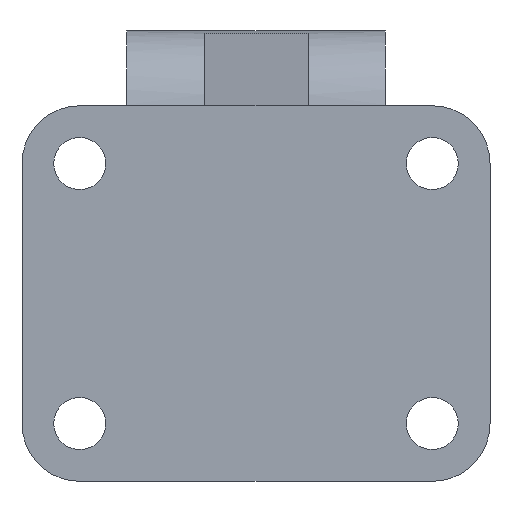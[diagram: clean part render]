
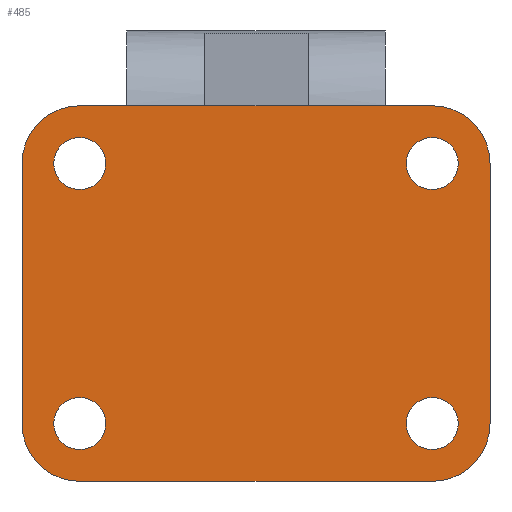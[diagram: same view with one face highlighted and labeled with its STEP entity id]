
A CAD part, front view. The second image highlights one B-rep face of the part: STEP entity #485.
In plain terms, the highlighted planar face has unit normal (0, -1, 0).
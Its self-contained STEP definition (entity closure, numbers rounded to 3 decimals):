
#44=LINE('',#776,#70);
#48=LINE('',#786,#74);
#51=LINE('',#794,#77);
#54=LINE('',#802,#80);
#70=VECTOR('',#615,1000.);
#74=VECTOR('',#625,1000.);
#77=VECTOR('',#634,1000.);
#80=VECTOR('',#643,1000.);
#136=ORIENTED_EDGE('',*,*,#236,.T.);
#137=ORIENTED_EDGE('',*,*,#237,.T.);
#138=ORIENTED_EDGE('',*,*,#238,.T.);
#139=ORIENTED_EDGE('',*,*,#239,.T.);
#140=ORIENTED_EDGE('',*,*,#220,.F.);
#141=ORIENTED_EDGE('',*,*,#235,.F.);
#142=ORIENTED_EDGE('',*,*,#233,.F.);
#143=ORIENTED_EDGE('',*,*,#231,.F.);
#144=ORIENTED_EDGE('',*,*,#229,.F.);
#145=ORIENTED_EDGE('',*,*,#227,.F.);
#146=ORIENTED_EDGE('',*,*,#225,.F.);
#147=ORIENTED_EDGE('',*,*,#223,.F.);
#220=EDGE_CURVE('',#278,#279,#44,.T.);
#223=EDGE_CURVE('',#279,#280,#316,.T.);
#225=EDGE_CURVE('',#280,#281,#48,.T.);
#227=EDGE_CURVE('',#281,#282,#317,.T.);
#229=EDGE_CURVE('',#282,#283,#51,.T.);
#231=EDGE_CURVE('',#283,#284,#318,.T.);
#233=EDGE_CURVE('',#284,#285,#54,.T.);
#235=EDGE_CURVE('',#285,#278,#319,.T.);
#236=EDGE_CURVE('',#286,#286,#320,.T.);
#237=EDGE_CURVE('',#287,#287,#321,.T.);
#238=EDGE_CURVE('',#288,#288,#322,.T.);
#239=EDGE_CURVE('',#289,#289,#323,.T.);
#278=VERTEX_POINT('',#777);
#279=VERTEX_POINT('',#778);
#280=VERTEX_POINT('',#783);
#281=VERTEX_POINT('',#787);
#282=VERTEX_POINT('',#791);
#283=VERTEX_POINT('',#795);
#284=VERTEX_POINT('',#799);
#285=VERTEX_POINT('',#803);
#286=VERTEX_POINT('',#809);
#287=VERTEX_POINT('',#811);
#288=VERTEX_POINT('',#813);
#289=VERTEX_POINT('',#815);
#316=CIRCLE('',#532,20.);
#317=CIRCLE('',#535,20.);
#318=CIRCLE('',#538,20.);
#319=CIRCLE('',#541,20.);
#320=CIRCLE('',#543,9.);
#321=CIRCLE('',#544,9.);
#322=CIRCLE('',#545,9.);
#323=CIRCLE('',#546,9.);
#354=EDGE_LOOP('',(#136));
#355=EDGE_LOOP('',(#137));
#356=EDGE_LOOP('',(#138));
#357=EDGE_LOOP('',(#139));
#358=EDGE_LOOP('',(#140,#141,#142,#143,#144,#145,#146,#147));
#414=FACE_BOUND('',#354,.T.);
#415=FACE_BOUND('',#355,.T.);
#416=FACE_BOUND('',#356,.T.);
#417=FACE_BOUND('',#357,.T.);
#418=FACE_BOUND('',#358,.T.);
#465=PLANE('',#542);
#485=ADVANCED_FACE('',(#414,#415,#416,#417,#418),#465,.F.);
#532=AXIS2_PLACEMENT_3D('',#782,#620,#621);
#535=AXIS2_PLACEMENT_3D('',#790,#629,#630);
#538=AXIS2_PLACEMENT_3D('',#798,#638,#639);
#541=AXIS2_PLACEMENT_3D('',#806,#647,#648);
#542=AXIS2_PLACEMENT_3D('',#807,#649,#650);
#543=AXIS2_PLACEMENT_3D('',#808,#651,#652);
#544=AXIS2_PLACEMENT_3D('',#810,#653,#654);
#545=AXIS2_PLACEMENT_3D('',#812,#655,#656);
#546=AXIS2_PLACEMENT_3D('',#814,#657,#658);
#615=DIRECTION('',(0.,0.,1.));
#620=DIRECTION('',(0.,1.,0.));
#621=DIRECTION('',(1.,0.,0.));
#625=DIRECTION('',(1.,0.,0.));
#629=DIRECTION('',(0.,1.,0.));
#630=DIRECTION('',(1.,0.,0.));
#634=DIRECTION('',(0.,0.,-1.));
#638=DIRECTION('',(0.,1.,0.));
#639=DIRECTION('',(1.,0.,0.));
#643=DIRECTION('',(-1.,0.,0.));
#647=DIRECTION('',(0.,1.,0.));
#648=DIRECTION('',(1.,0.,0.));
#649=DIRECTION('',(0.,1.,0.));
#650=DIRECTION('',(0.,0.,1.));
#651=DIRECTION('',(0.,1.,0.));
#652=DIRECTION('',(0.,0.,1.));
#653=DIRECTION('',(0.,1.,0.));
#654=DIRECTION('',(0.,0.,1.));
#655=DIRECTION('',(0.,1.,0.));
#656=DIRECTION('',(0.,0.,1.));
#657=DIRECTION('',(0.,1.,0.));
#658=DIRECTION('',(0.,0.,1.));
#776=CARTESIAN_POINT('',(-81.,0.,-45.));
#777=CARTESIAN_POINT('',(-81.,0.,-45.));
#778=CARTESIAN_POINT('',(-81.,0.,45.));
#782=CARTESIAN_POINT('',(-61.,0.,45.));
#783=CARTESIAN_POINT('',(-61.,0.,65.));
#786=CARTESIAN_POINT('',(-61.,0.,65.));
#787=CARTESIAN_POINT('',(61.,0.,65.));
#790=CARTESIAN_POINT('',(61.,0.,45.));
#791=CARTESIAN_POINT('',(81.,0.,45.));
#794=CARTESIAN_POINT('',(81.,0.,45.));
#795=CARTESIAN_POINT('',(81.,0.,-45.));
#798=CARTESIAN_POINT('',(61.,0.,-45.));
#799=CARTESIAN_POINT('',(61.,0.,-65.));
#802=CARTESIAN_POINT('',(61.,0.,-65.));
#803=CARTESIAN_POINT('',(-61.,0.,-65.));
#806=CARTESIAN_POINT('',(-61.,0.,-45.));
#807=CARTESIAN_POINT('',(-61.,0.,45.));
#808=CARTESIAN_POINT('',(61.,0.,-45.));
#809=CARTESIAN_POINT('',(61.,0.,-36.));
#810=CARTESIAN_POINT('',(61.,0.,45.));
#811=CARTESIAN_POINT('',(61.,0.,54.));
#812=CARTESIAN_POINT('',(-61.,0.,-45.));
#813=CARTESIAN_POINT('',(-61.,0.,-36.));
#814=CARTESIAN_POINT('',(-61.,0.,45.));
#815=CARTESIAN_POINT('',(-61.,0.,54.));
